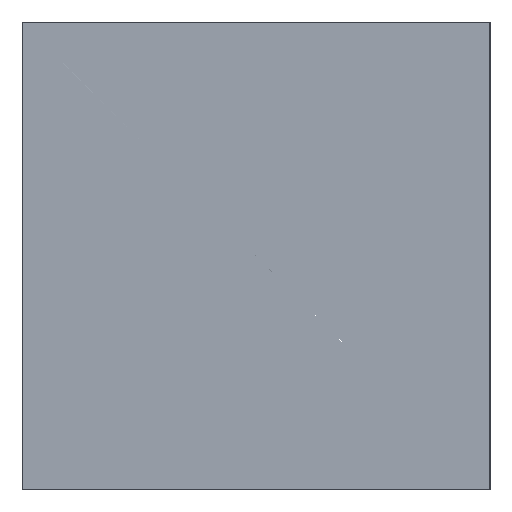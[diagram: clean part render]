
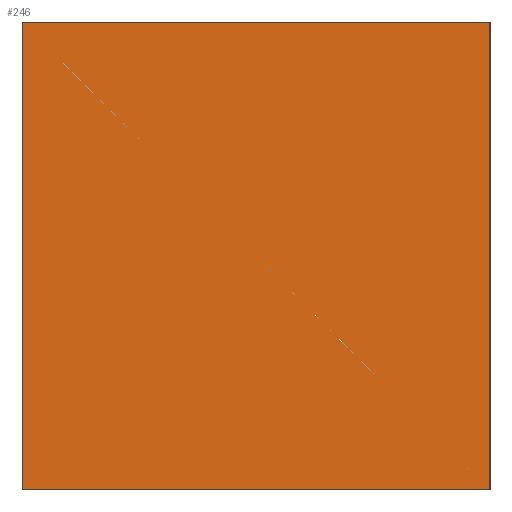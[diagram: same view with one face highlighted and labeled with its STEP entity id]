
A CAD part, left-side view. The second image highlights one B-rep face of the part: STEP entity #246.
In plain terms, the highlighted planar face has unit normal (-1, 0, 0).
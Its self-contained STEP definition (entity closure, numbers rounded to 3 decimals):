
#23 = CARTESIAN_POINT ( 'NONE',  ( -5., 4.5, 4.5 ) ) ;
#26 = EDGE_CURVE ( 'NONE', #134, #244, #165, .T. ) ;
#28 = CARTESIAN_POINT ( 'NONE',  ( -5., 0., 4.5 ) ) ;
#32 = VECTOR ( 'NONE', #88, 1000. ) ;
#35 = LINE ( 'NONE', #45, #183 ) ;
#41 = LINE ( 'NONE', #80, #119 ) ;
#43 = PLANE ( 'NONE',  #155 ) ;
#44 = ORIENTED_EDGE ( 'NONE', *, *, #26, .T. ) ;
#45 = CARTESIAN_POINT ( 'NONE',  ( -5., 0., 4.5 ) ) ;
#60 = ORIENTED_EDGE ( 'NONE', *, *, #223, .F. ) ;
#80 = CARTESIAN_POINT ( 'NONE',  ( -5., 0., 4.5 ) ) ;
#82 = DIRECTION ( 'NONE',  ( 1., 0., 0. ) ) ;
#88 = DIRECTION ( 'NONE',  ( 0., 0., -1. ) ) ;
#96 = VERTEX_POINT ( 'NONE', #201 ) ;
#99 = ORIENTED_EDGE ( 'NONE', *, *, #121, .T. ) ;
#102 = ORIENTED_EDGE ( 'NONE', *, *, #214, .F. ) ;
#119 = VECTOR ( 'NONE', #232, 1000. ) ;
#121 = EDGE_CURVE ( 'NONE', #244, #96, #141, .T. ) ;
#125 = CARTESIAN_POINT ( 'NONE',  ( -5., 4.5, 0. ) ) ;
#128 = DIRECTION ( 'NONE',  ( 0., -1., 0. ) ) ;
#134 = VERTEX_POINT ( 'NONE', #23 ) ;
#141 = LINE ( 'NONE', #240, #147 ) ;
#147 = VECTOR ( 'NONE', #254, 1000. ) ;
#149 = DIRECTION ( 'NONE',  ( 0., 1., 0. ) ) ;
#155 = AXIS2_PLACEMENT_3D ( 'NONE', #28, #82, #149 ) ;
#165 = LINE ( 'NONE', #172, #32 ) ;
#166 = CARTESIAN_POINT ( 'NONE',  ( -5., 0., 4.5 ) ) ;
#172 = CARTESIAN_POINT ( 'NONE',  ( -5., 4.5, 4.5 ) ) ;
#183 = VECTOR ( 'NONE', #128, 1000. ) ;
#201 = CARTESIAN_POINT ( 'NONE',  ( -5., 0., 0. ) ) ;
#214 = EDGE_CURVE ( 'NONE', #226, #96, #41, .T. ) ;
#223 = EDGE_CURVE ( 'NONE', #134, #226, #35, .T. ) ;
#226 = VERTEX_POINT ( 'NONE', #166 ) ;
#232 = DIRECTION ( 'NONE',  ( 0., 0., -1. ) ) ;
#240 = CARTESIAN_POINT ( 'NONE',  ( -5., 0., 0. ) ) ;
#243 = EDGE_LOOP ( 'NONE', ( #99, #102, #60, #44 ) ) ;
#244 = VERTEX_POINT ( 'NONE', #125 ) ;
#246 = ADVANCED_FACE ( 'NONE', ( #253 ), #43, .F. ) ;
#253 = FACE_OUTER_BOUND ( 'NONE', #243, .T. ) ;
#254 = DIRECTION ( 'NONE',  ( 0., -1., 0. ) ) ;
